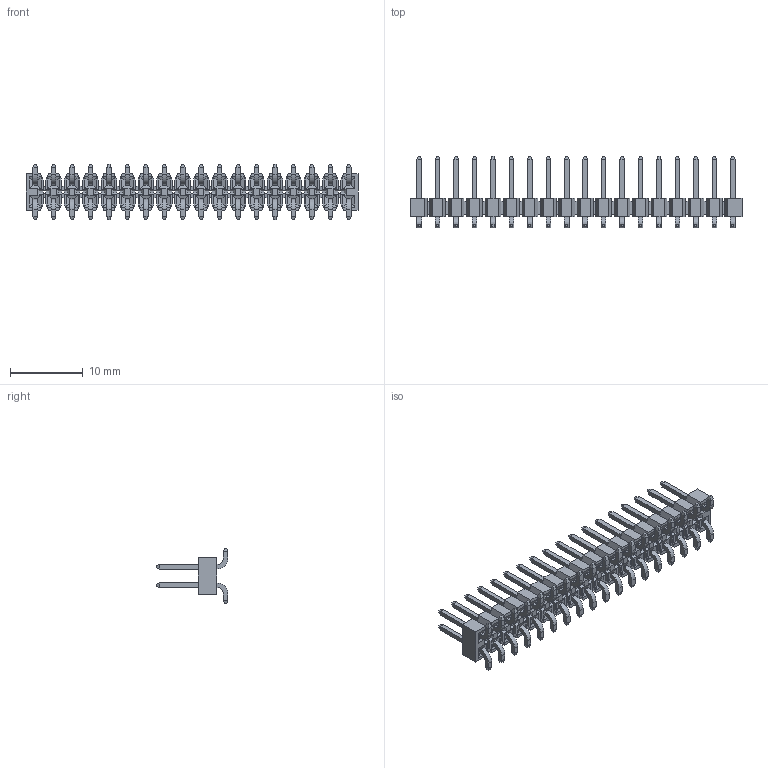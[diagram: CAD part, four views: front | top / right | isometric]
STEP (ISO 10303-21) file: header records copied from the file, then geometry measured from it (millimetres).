
FILE_DESCRIPTION (( 'STEP AP214' ), '1' );
FILE_NAME ('36.STEP', '2020-06-11T12:23:47', ( '' ), ( '' ), 'SwSTEP 2.0', 'SolidWorks 2018', '' );
FILE_SCHEMA (( 'AUTOMOTIVE_DESIGN' ));
Length unit declared in the file: inch
Products named in the file (1): 36
Bounding box: 45.72 x 9.91 x 7.7 mm (x, y, z)
Volume: 596.6 mm3; surface area: 2212.4 mm2
Topology: 37 solids, 37 shells, 1681 faces, 4143 edges, 2570 vertices
Faces by surface type: plane 1558, cylinder 123
Entity records: 48703 total; most frequent: CARTESIAN_POINT 8395, ORIENTED_EDGE 8286, DIRECTION 7753, EDGE_CURVE 4143, VECTOR 3897, LINE 3897, VERTEX_POINT 2570, AXIS2_PLACEMENT_3D 1928
